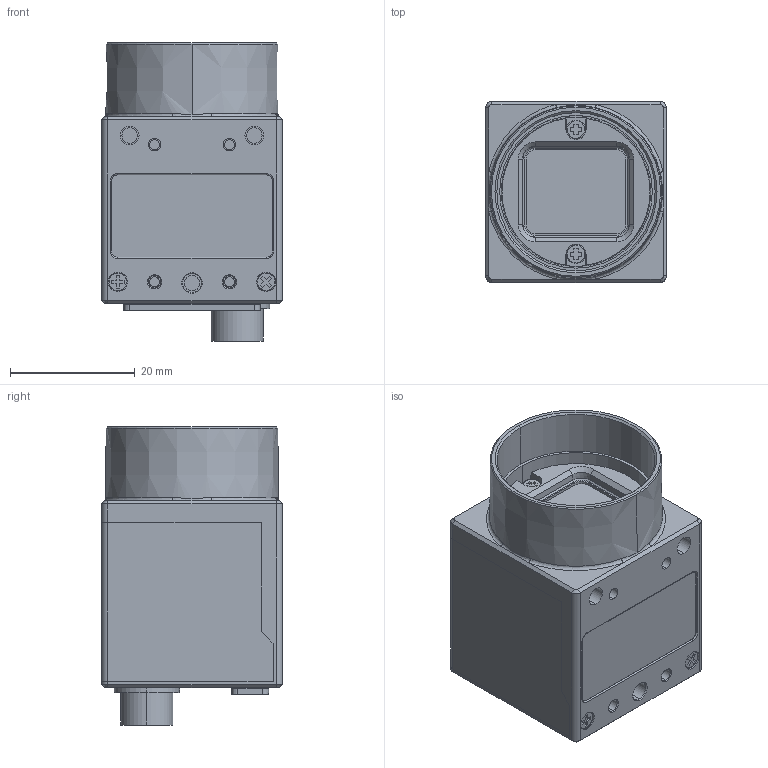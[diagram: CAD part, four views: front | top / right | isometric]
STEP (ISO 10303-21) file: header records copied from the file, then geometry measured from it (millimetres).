
FILE_DESCRIPTION (( 'STEP AP214' ), '1' );
FILE_NAME ('BFS-U3-122S6-C.STEP', '2022-12-16T21:36:31', ( '' ), ( '' ), 'SwSTEP 2.0', 'SolidWorks 2020', '' );
FILE_SCHEMA (( 'AUTOMOTIVE_DESIGN' ));
Length unit declared in the file: millimetre
Products named in the file (1): BFS-U3-122S6-C
Bounding box: 29 x 29 x 47.83 mm (x, y, z)
Volume: 26974.5 mm3; surface area: 8048.3 mm2
Topology: 1 solids, 1 shells, 421 faces, 1028 edges, 654 vertices
Faces by surface type: plane 201, cylinder 123, cone 57, bspline 27, torus 13
Entity records: 13724 total; most frequent: CARTESIAN_POINT 3714, DIRECTION 2123, ORIENTED_EDGE 2044, EDGE_CURVE 1022, AXIS2_PLACEMENT_3D 761, VERTEX_POINT 654, LINE 601, VECTOR 601
